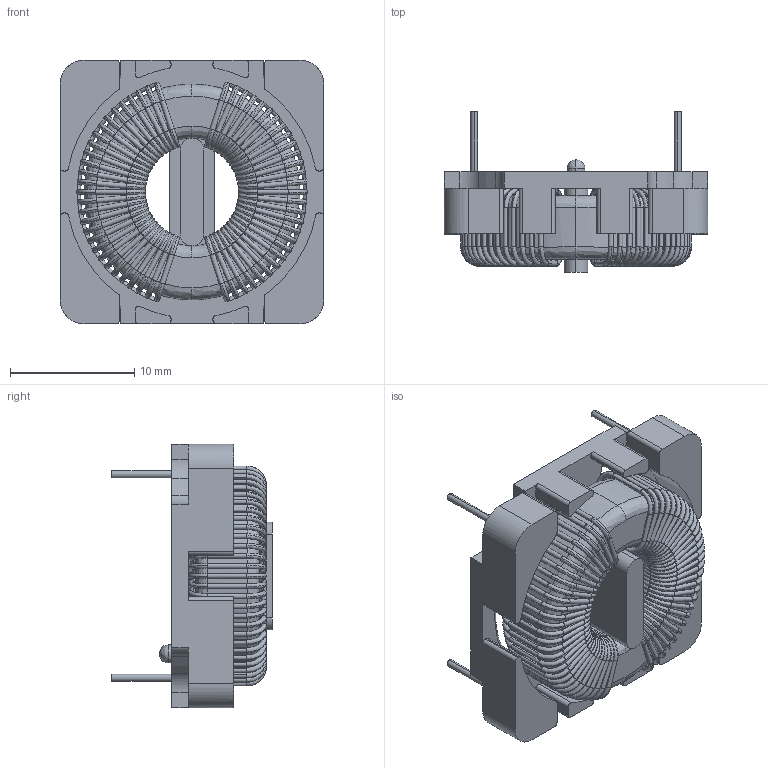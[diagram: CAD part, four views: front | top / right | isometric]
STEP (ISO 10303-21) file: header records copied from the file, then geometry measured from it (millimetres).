
FILE_DESCRIPTION(('FreeCAD Model'),'2;1');
FILE_NAME('Open CASCADE Shape Model','2025-04-29T09:54:46',('FreeCAD'),( 'FreeCAD'),'Open CASCADE STEP processor 7.6','FreeCAD','Unknown');
FILE_SCHEMA(('AUTOMOTIVE_DESIGN { 1 0 10303 214 1 1 1 1 }'));
Products named in the file (1): Open CASCADE STEP translator 7.6 1
Bounding box: 21.21 x 12.92 x 21.21 mm (x, y, z)
Surface area: 3526 mm2 (no closed solid volume)
Topology: 0 solids, 64 shells, 1087 faces, 3205 edges, 2132 vertices
Faces by surface type: bspline 1087
Entity records: 39647 total; most frequent: CARTESIAN_POINT 23717, ORIENTED_EDGE 6410, EDGE_CURVE 3205, VERTEX_POINT 2132, FACE_BOUND 1095, EDGE_LOOP 1095, ADVANCED_FACE 1087, B_SPLINE_CURVE_WITH_KNOTS 697
